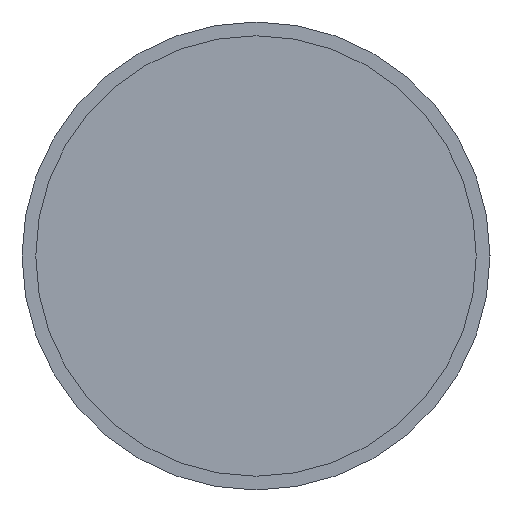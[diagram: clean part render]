
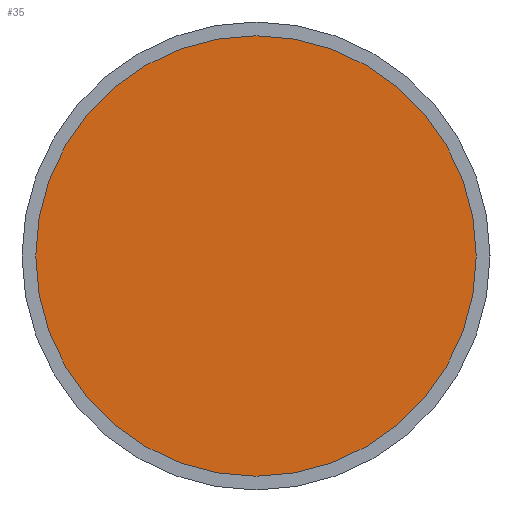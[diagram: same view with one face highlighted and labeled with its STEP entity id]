
A CAD part, left-side view. The second image highlights one B-rep face of the part: STEP entity #35.
In plain terms, the highlighted planar face has unit normal (-1, 0, 0).
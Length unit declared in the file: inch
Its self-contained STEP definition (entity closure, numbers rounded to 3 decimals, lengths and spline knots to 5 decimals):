
#30 = CARTESIAN_POINT ( 'NONE',  ( -3., 0., 0. ) ) ;
#35 = ADVANCED_FACE ( 'NONE', ( #140 ), #498, .F. ) ;
#99 = VERTEX_POINT ( 'NONE', #294 ) ;
#140 = FACE_OUTER_BOUND ( 'NONE', #489, .T. ) ;
#155 = DIRECTION ( 'NONE',  ( 0., 0., -1. ) ) ;
#177 = CIRCLE ( 'NONE', #459, 0.08 ) ;
#194 = CARTESIAN_POINT ( 'NONE',  ( -3., 0., 0. ) ) ;
#205 = EDGE_CURVE ( 'NONE', #480, #99, #177, .T. ) ;
#249 = AXIS2_PLACEMENT_3D ( 'NONE', #30, #464, #155 ) ;
#281 = ORIENTED_EDGE ( 'NONE', *, *, #351, .F. ) ;
#288 = DIRECTION ( 'NONE',  ( 0., 0., -1. ) ) ;
#292 = CARTESIAN_POINT ( 'NONE',  ( -3., 0., 0. ) ) ;
#294 = CARTESIAN_POINT ( 'NONE',  ( -3., 0., 0.08 ) ) ;
#309 = CARTESIAN_POINT ( 'NONE',  ( -3., 0., -0.08 ) ) ;
#323 = ORIENTED_EDGE ( 'NONE', *, *, #205, .F. ) ;
#338 = CIRCLE ( 'NONE', #249, 0.08 ) ;
#346 = DIRECTION ( 'NONE',  ( 0., 0., -1. ) ) ;
#348 = DIRECTION ( 'NONE',  ( 1., 0., 0. ) ) ;
#351 = EDGE_CURVE ( 'NONE', #99, #480, #338, .T. ) ;
#445 = DIRECTION ( 'NONE',  ( 1., 0., 0. ) ) ;
#459 = AXIS2_PLACEMENT_3D ( 'NONE', #194, #348, #346 ) ;
#464 = DIRECTION ( 'NONE',  ( 1., 0., 0. ) ) ;
#480 = VERTEX_POINT ( 'NONE', #309 ) ;
#489 = EDGE_LOOP ( 'NONE', ( #281, #323 ) ) ;
#493 = AXIS2_PLACEMENT_3D ( 'NONE', #292, #445, #288 ) ;
#498 = PLANE ( 'NONE',  #493 ) ;
